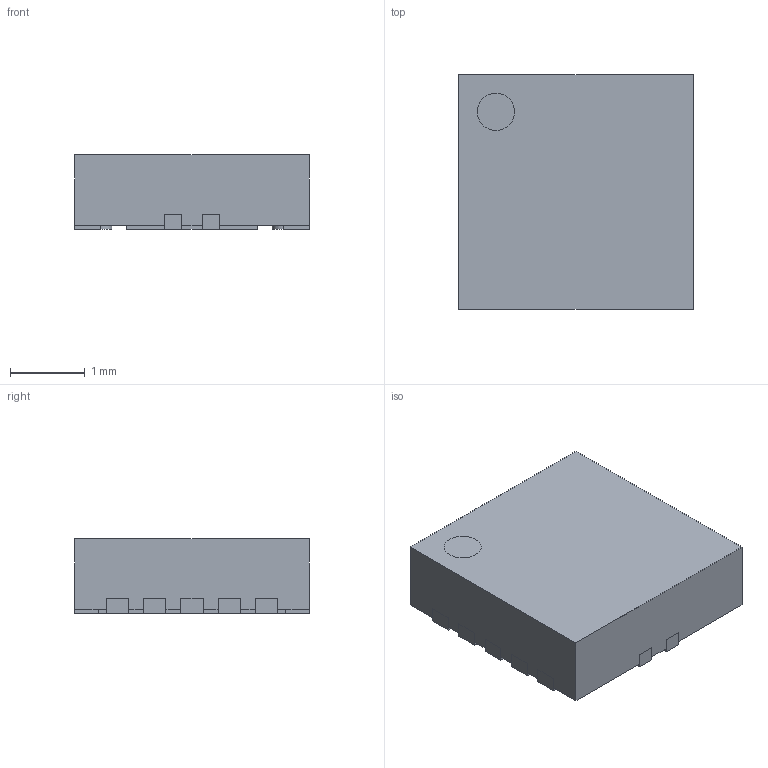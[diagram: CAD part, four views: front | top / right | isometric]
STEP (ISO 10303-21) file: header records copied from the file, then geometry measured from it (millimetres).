
FILE_DESCRIPTION((''),'2;1');
FILE_NAME('SON50P300X300X100-11N-R175X250.stp','2010-02-03T10:14:07',(''),(''),'Mechanical Desktop 2010','Mechanical Desktop 2010',', , ');
FILE_SCHEMA(('AUTOMOTIVE_DESIGN { 1 2 10303 214 1 1 1 1 }'));
Length unit declared in the file: millimetre
Products named in the file (1): Product
Bounding box: 3.15 x 3.15 x 1 mm (x, y, z)
Volume: 9.7 mm3; surface area: 52.5 mm2
Topology: 13 solids, 13 shells, 155 faces, 388 edges, 264 vertices
Faces by surface type: plane 91, bspline 50, cylinder 14
Entity records: 4759 total; most frequent: CARTESIAN_POINT 1094, ORIENTED_EDGE 768, DIRECTION 648, EDGE_CURVE 384, VECTOR 340, LINE 340, VERTEX_POINT 256, EDGE_LOOP 156
